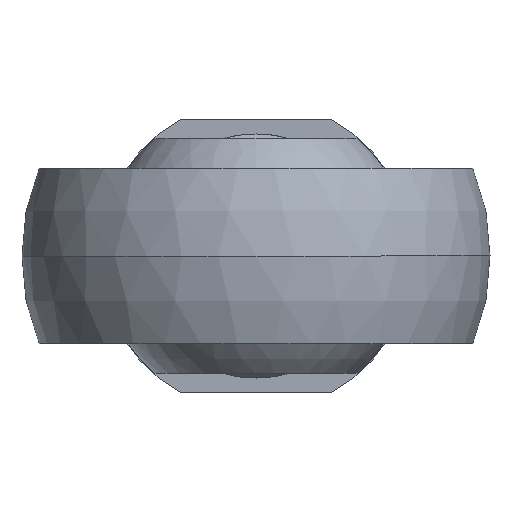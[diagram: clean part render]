
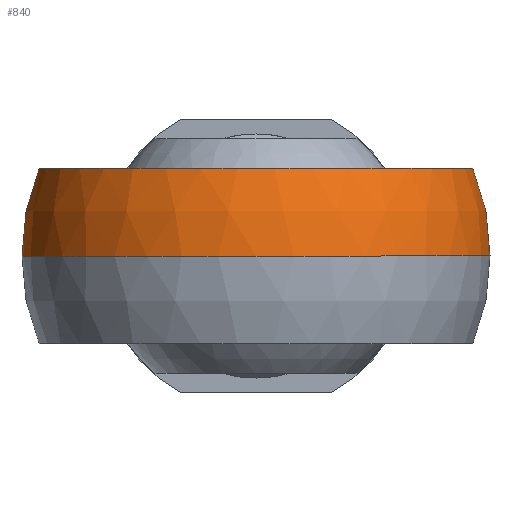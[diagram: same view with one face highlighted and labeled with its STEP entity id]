
A CAD part, left-side view. The second image highlights one B-rep face of the part: STEP entity #840.
In plain terms, the highlighted spherical face has radius 12 mm.
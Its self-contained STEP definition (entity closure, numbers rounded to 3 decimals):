
#3 = AXIS2_PLACEMENT_3D ( 'NONE', #644, #712, #382 ) ;
#10 = CARTESIAN_POINT ( 'NONE',  ( 6.112, 10.327, 0. ) ) ;
#18 = EDGE_LOOP ( 'NONE', ( #101, #904, #233, #530, #237 ) ) ;
#34 = CARTESIAN_POINT ( 'NONE',  ( -12., 0., 0. ) ) ;
#40 = DIRECTION ( 'NONE',  ( -1., 0., 0. ) ) ;
#48 = DIRECTION ( 'NONE',  ( 0., 0., -1. ) ) ;
#71 = EDGE_CURVE ( 'NONE', #319, #876, #232, .T. ) ;
#77 = VERTEX_POINT ( 'NONE', #10 ) ;
#96 = AXIS2_PLACEMENT_3D ( 'NONE', #341, #615, #775 ) ;
#101 = ORIENTED_EDGE ( 'NONE', *, *, #293, .F. ) ;
#123 = DIRECTION ( 'NONE',  ( 0., -1., 0. ) ) ;
#134 = AXIS2_PLACEMENT_3D ( 'NONE', #677, #48, #40 ) ;
#148 = CIRCLE ( 'NONE', #134, 12. ) ;
#172 = CARTESIAN_POINT ( 'NONE',  ( 6.112, -10.327, 0. ) ) ;
#183 = CIRCLE ( 'NONE', #290, 10.327 ) ;
#195 = VERTEX_POINT ( 'NONE', #392 ) ;
#216 = EDGE_CURVE ( 'NONE', #491, #876, #548, .T. ) ;
#223 = DIRECTION ( 'NONE',  ( 0., 0., -1. ) ) ;
#232 = CIRCLE ( 'NONE', #683, 10.327 ) ;
#233 = ORIENTED_EDGE ( 'NONE', *, *, #71, .F. ) ;
#237 = ORIENTED_EDGE ( 'NONE', *, *, #318, .F. ) ;
#285 = FACE_OUTER_BOUND ( 'NONE', #18, .T. ) ;
#290 = AXIS2_PLACEMENT_3D ( 'NONE', #638, #499, #434 ) ;
#293 = EDGE_CURVE ( 'NONE', #491, #77, #148, .T. ) ;
#312 = EDGE_CURVE ( 'NONE', #319, #195, #553, .T. ) ;
#318 = EDGE_CURVE ( 'NONE', #77, #195, #183, .T. ) ;
#319 = VERTEX_POINT ( 'NONE', #843 ) ;
#341 = CARTESIAN_POINT ( 'NONE',  ( 0., 0., 4.5 ) ) ;
#378 = SPHERICAL_SURFACE ( 'NONE', #3, 12. ) ;
#382 = DIRECTION ( 'NONE',  ( 0., 1., 0. ) ) ;
#392 = CARTESIAN_POINT ( 'NONE',  ( 6.112, 9.295, 4.5 ) ) ;
#427 = DIRECTION ( 'NONE',  ( 0., 0., 1. ) ) ;
#434 = DIRECTION ( 'NONE',  ( 0., 0., -1. ) ) ;
#491 = VERTEX_POINT ( 'NONE', #34 ) ;
#499 = DIRECTION ( 'NONE',  ( 1., 0., 0. ) ) ;
#518 = CARTESIAN_POINT ( 'NONE',  ( 6.112, 0., 0. ) ) ;
#530 = ORIENTED_EDGE ( 'NONE', *, *, #312, .T. ) ;
#548 = CIRCLE ( 'NONE', #799, 12. ) ;
#553 = CIRCLE ( 'NONE', #96, 11.124 ) ;
#615 = DIRECTION ( 'NONE',  ( 0., 0., -1. ) ) ;
#638 = CARTESIAN_POINT ( 'NONE',  ( 6.112, 0., 0. ) ) ;
#644 = CARTESIAN_POINT ( 'NONE',  ( 0., 0., 0. ) ) ;
#677 = CARTESIAN_POINT ( 'NONE',  ( 0., 0., 0. ) ) ;
#683 = AXIS2_PLACEMENT_3D ( 'NONE', #518, #844, #223 ) ;
#712 = DIRECTION ( 'NONE',  ( 0., 0., 1. ) ) ;
#775 = DIRECTION ( 'NONE',  ( 1., 0., 0. ) ) ;
#799 = AXIS2_PLACEMENT_3D ( 'NONE', #895, #427, #123 ) ;
#840 = ADVANCED_FACE ( 'NONE', ( #285 ), #378, .T. ) ;
#843 = CARTESIAN_POINT ( 'NONE',  ( 6.112, -9.295, 4.5 ) ) ;
#844 = DIRECTION ( 'NONE',  ( 1., 0., 0. ) ) ;
#876 = VERTEX_POINT ( 'NONE', #172 ) ;
#895 = CARTESIAN_POINT ( 'NONE',  ( 0., 0., 0. ) ) ;
#904 = ORIENTED_EDGE ( 'NONE', *, *, #216, .T. ) ;
